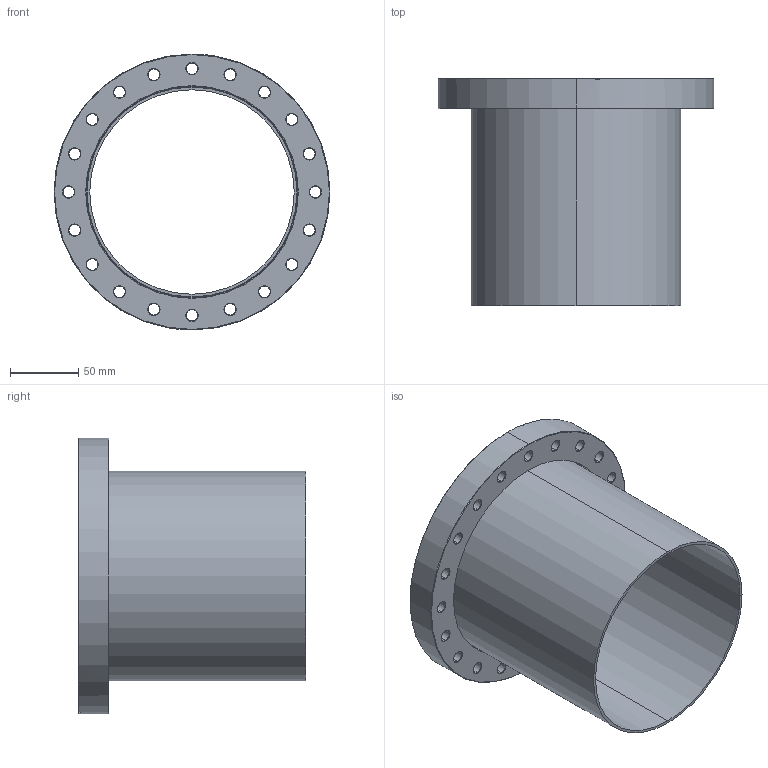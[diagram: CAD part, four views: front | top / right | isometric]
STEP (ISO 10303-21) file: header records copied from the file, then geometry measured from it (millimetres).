
FILE_DESCRIPTION (( 'STEP AP214' ), '1' );
FILE_NAME ('Hositrad_FO150-154R-HalfNipple.STEP', '2014-08-18T09:07:43', ( '' ), ( '' ), 'SwSTEP 2.0', 'SolidWorks 2014', '' );
FILE_SCHEMA (( 'AUTOMOTIVE_DESIGN' ));
Length unit declared in the file: millimetre
Products named in the file (5): Tube 154-All_Tube 154 L=166,7-12,7; NW150CF-R-Weld; NW150CF-R-OuterWeld_-154; NW150CF-R-InnerWeld_-154; Hositrad_FO150-154R-HalfNipple
Assembly tree (4 placements, depth 3):
  Hositrad_FO150-154R-HalfNipple
    NW150CF-R-Weld
      NW150CF-R-InnerWeld_-154
      NW150CF-R-OuterWeld_-154
    Tube 154-All_Tube 154 L=166,7-12,7
Bounding box: 202.4 x 166.7 x 202.4 mm (x, y, z)
Volume: 422820.9 mm3; surface area: 235174.4 mm2
Topology: 3 solids, 3 shells, 166 faces, 384 edges, 225 vertices
Faces by surface type: cone 95, cylinder 56, plane 15
Entity records: 4975 total; most frequent: DIRECTION 943, CARTESIAN_POINT 795, ORIENTED_EDGE 768, AXIS2_PLACEMENT_3D 389, EDGE_CURVE 384, VERTEX_POINT 225, CIRCLE 215, EDGE_LOOP 213
